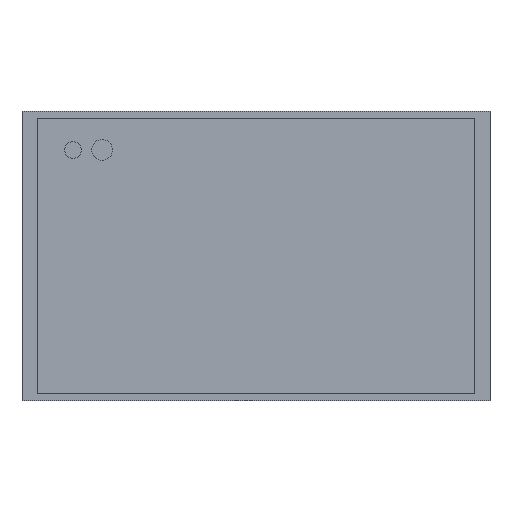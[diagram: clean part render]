
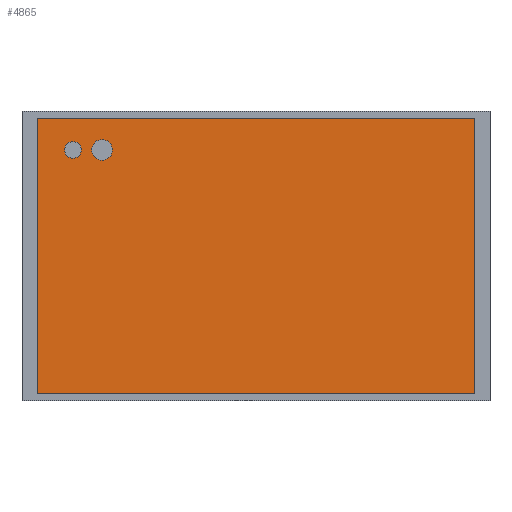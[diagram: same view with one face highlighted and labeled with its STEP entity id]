
A CAD part, front view. The second image highlights one B-rep face of the part: STEP entity #4865.
In plain terms, the highlighted planar face has unit normal (0, -1, 0).
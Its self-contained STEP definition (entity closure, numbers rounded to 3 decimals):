
#71=FACE_BOUND('',#656,.T.);
#72=FACE_BOUND('',#657,.T.);
#99=PLANE('',#5216);
#356=FACE_OUTER_BOUND('',#655,.T.);
#655=EDGE_LOOP('',(#3490,#3491,#3492,#3493));
#656=EDGE_LOOP('',(#3494));
#657=EDGE_LOOP('',(#3495));
#975=LINE('',#7028,#1587);
#977=LINE('',#7032,#1589);
#979=LINE('',#7036,#1591);
#981=LINE('',#7039,#1593);
#1587=VECTOR('',#5647,10.);
#1589=VECTOR('',#5651,10.);
#1591=VECTOR('',#5655,10.);
#1593=VECTOR('',#5659,10.);
#2169=CIRCLE('',#5195,20.);
#2171=CIRCLE('',#5199,25.);
#2253=VERTEX_POINT('',#6954);
#2255=VERTEX_POINT('',#6961);
#2276=VERTEX_POINT('',#7025);
#2277=VERTEX_POINT('',#7027);
#2278=VERTEX_POINT('',#7031);
#2279=VERTEX_POINT('',#7035);
#2718=EDGE_CURVE('',#2253,#2253,#2169,.T.);
#2721=EDGE_CURVE('',#2255,#2255,#2171,.T.);
#2751=EDGE_CURVE('',#2277,#2276,#975,.T.);
#2753=EDGE_CURVE('',#2278,#2277,#977,.T.);
#2755=EDGE_CURVE('',#2279,#2278,#979,.T.);
#2757=EDGE_CURVE('',#2276,#2279,#981,.T.);
#3490=ORIENTED_EDGE('',*,*,#2757,.T.);
#3491=ORIENTED_EDGE('',*,*,#2755,.T.);
#3492=ORIENTED_EDGE('',*,*,#2753,.T.);
#3493=ORIENTED_EDGE('',*,*,#2751,.T.);
#3494=ORIENTED_EDGE('',*,*,#2718,.T.);
#3495=ORIENTED_EDGE('',*,*,#2721,.T.);
#4865=ADVANCED_FACE('',(#356,#71,#72),#99,.T.);
#5195=AXIS2_PLACEMENT_3D('',#6956,#5581,#5582);
#5199=AXIS2_PLACEMENT_3D('',#6963,#5590,#5591);
#5216=AXIS2_PLACEMENT_3D('',#7040,#5660,#5661);
#5581=DIRECTION('center_axis',(0.,1.,0.));
#5582=DIRECTION('ref_axis',(1.,0.,0.));
#5590=DIRECTION('center_axis',(0.,1.,0.));
#5591=DIRECTION('ref_axis',(1.,0.,0.));
#5647=DIRECTION('',(-1.,0.,0.));
#5651=DIRECTION('',(0.,0.,1.));
#5655=DIRECTION('',(1.,0.,0.));
#5659=DIRECTION('',(0.,0.,-1.));
#5660=DIRECTION('center_axis',(0.,-1.,0.));
#5661=DIRECTION('ref_axis',(0.,0.,-1.));
#6954=CARTESIAN_POINT('',(-460.,-370.,255.));
#6956=CARTESIAN_POINT('Origin',(-440.,-370.,255.));
#6961=CARTESIAN_POINT('',(-395.,-370.,255.));
#6963=CARTESIAN_POINT('Origin',(-370.,-370.,255.));
#7025=CARTESIAN_POINT('',(-525.,-370.,330.));
#7027=CARTESIAN_POINT('',(525.,-370.,330.));
#7028=CARTESIAN_POINT('',(-525.,-370.,330.));
#7031=CARTESIAN_POINT('',(525.,-370.,-330.));
#7032=CARTESIAN_POINT('',(525.,-370.,330.));
#7035=CARTESIAN_POINT('',(-525.,-370.,-330.));
#7036=CARTESIAN_POINT('',(525.,-370.,-330.));
#7039=CARTESIAN_POINT('',(-525.,-370.,-330.));
#7040=CARTESIAN_POINT('Origin',(0.,-370.,0.));
